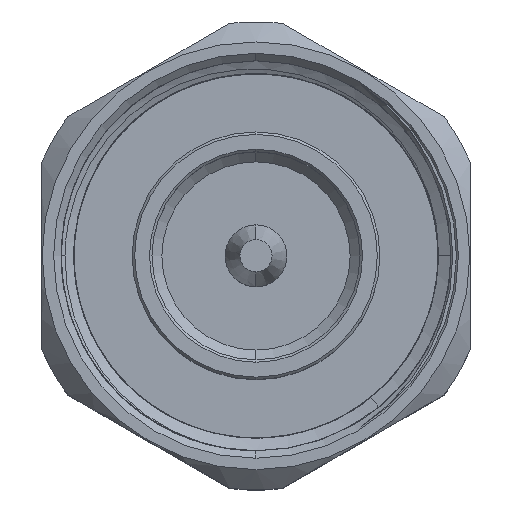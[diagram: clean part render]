
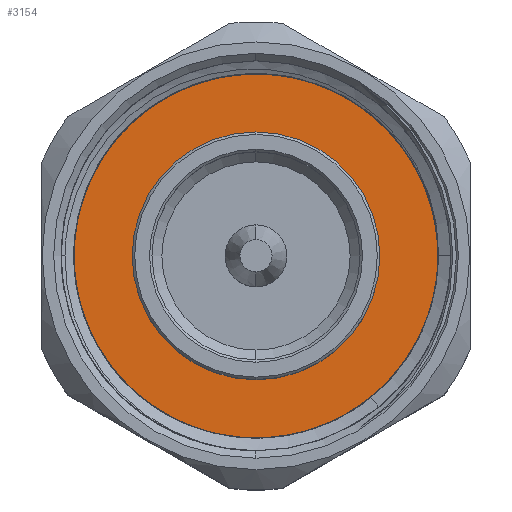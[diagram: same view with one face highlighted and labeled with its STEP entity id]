
A CAD part, top view. The second image highlights one B-rep face of the part: STEP entity #3154.
In plain terms, the highlighted face is planar.
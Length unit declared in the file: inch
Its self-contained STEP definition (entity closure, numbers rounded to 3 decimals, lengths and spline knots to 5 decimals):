
#71 = EDGE_CURVE ( 'NONE', #3378, #860, #3199, .T. ) ;
#92 = CIRCLE ( 'NONE', #1006, 0.3937 ) ;
#216 = VERTEX_POINT ( 'NONE', #5655 ) ;
#296 = CARTESIAN_POINT ( 'NONE',  ( 0.3317, -0.24999, 0. ) ) ;
#463 = DIRECTION ( 'NONE',  ( 1., 0., 0. ) ) ;
#522 = DIRECTION ( 'NONE',  ( 0., -1., 0. ) ) ;
#597 = CARTESIAN_POINT ( 'NONE',  ( 0.3317, 0.35974, -0.0927 ) ) ;
#631 = CARTESIAN_POINT ( 'NONE',  ( 0.3317, -0.27282, -0.28385 ) ) ;
#778 = DIRECTION ( 'NONE',  ( -1., 0., 0. ) ) ;
#860 = VERTEX_POINT ( 'NONE', #631 ) ;
#905 = CARTESIAN_POINT ( 'NONE',  ( 0.3317, 0.36833, 0. ) ) ;
#1006 = AXIS2_PLACEMENT_3D ( 'NONE', #2602, #778, #3042 ) ;
#1142 = AXIS2_PLACEMENT_3D ( 'NONE', #1486, #463, #5144 ) ;
#1163 = VERTEX_POINT ( 'NONE', #9505 ) ;
#1413 = CARTESIAN_POINT ( 'NONE',  ( 0.3317, 0., 0. ) ) ;
#1444 = PLANE ( 'NONE',  #9510 ) ;
#1486 = CARTESIAN_POINT ( 'NONE',  ( 0.3317, 0., 0. ) ) ;
#1498 = CARTESIAN_POINT ( 'NONE',  ( 0.3317, 0.26397, -0.26976 ) ) ;
#1838 = EDGE_LOOP ( 'NONE', ( #6123, #9127 ) ) ;
#2100 = EDGE_CURVE ( 'NONE', #1163, #5445, #6143, .T. ) ;
#2408 = EDGE_CURVE ( 'NONE', #7347, #216, #3341, .T. ) ;
#2414 = AXIS2_PLACEMENT_3D ( 'NONE', #1413, #11572, #522 ) ;
#2432 = CARTESIAN_POINT ( 'NONE',  ( 0.3317, 0.17602, -0.33744 ) ) ;
#2469 = FACE_BOUND ( 'NONE', #1838, .T. ) ;
#2602 = CARTESIAN_POINT ( 'NONE',  ( 0.3317, 0., 0. ) ) ;
#2620 = ORIENTED_EDGE ( 'NONE', *, *, #71, .T. ) ;
#3042 = DIRECTION ( 'NONE',  ( 0., -1., 0. ) ) ;
#3154 = ADVANCED_FACE ( 'NONE', ( #4490, #2469 ), #1444, .T. ) ;
#3199 = B_SPLINE_CURVE_WITH_KNOTS ( 'NONE', 3,
 ( #6972, #3362, #7018, #4418, #597, #8928, #8968, #4339, #10784, #9806, #5284, #1498, #7970, #8054, #6179, #2432, #4295, #3452, #11660, #4375, #10736, #5325, #7218, #8276, #6410, #7257, #7174, #9115, #3611, #10052, #8201, #10123, #10934, #4455 ),
 .UNSPECIFIED., .F., .F.,
 ( 4, 2, 2, 2, 2, 2, 2, 2, 2, 2, 2, 2, 2, 2, 2, 2, 4 ),
 ( 0., 0.00142, 0.00284, 0.00426, 0.00568, 0.0071, 0.00853, 0.00995, 0.01137, 0.01421, 0.01492, 0.01563, 0.01705, 0.01847, 0.01989, 0.02131, 0.02273 ),
 .UNSPECIFIED. ) ;
#3341 = CIRCLE ( 'NONE', #5877, 0.3937 ) ;
#3362 = CARTESIAN_POINT ( 'NONE',  ( 0.3317, 0.36886, -0.01871 ) ) ;
#3378 = VERTEX_POINT ( 'NONE', #905 ) ;
#3452 = CARTESIAN_POINT ( 'NONE',  ( 0.3317, 0.10823, -0.36857 ) ) ;
#3520 = ORIENTED_EDGE ( 'NONE', *, *, #5527, .T. ) ;
#3611 = CARTESIAN_POINT ( 'NONE',  ( 0.3317, -0.16408, -0.3544 ) ) ;
#3929 = EDGE_CURVE ( 'NONE', #5445, #1163, #6194, .T. ) ;
#4295 = CARTESIAN_POINT ( 'NONE',  ( 0.3317, 0.15955, -0.34614 ) ) ;
#4338 = CARTESIAN_POINT ( 'NONE',  ( 0.3317, 0., 0. ) ) ;
#4339 = CARTESIAN_POINT ( 'NONE',  ( 0.3317, 0.32839, -0.17951 ) ) ;
#4375 = CARTESIAN_POINT ( 'NONE',  ( 0.3317, 0.02643, -0.38387 ) ) ;
#4418 = CARTESIAN_POINT ( 'NONE',  ( 0.3317, 0.36341, -0.07443 ) ) ;
#4455 = CARTESIAN_POINT ( 'NONE',  ( 0.3317, -0.27282, -0.28385 ) ) ;
#4490 = FACE_OUTER_BOUND ( 'NONE', #11464, .T. ) ;
#4957 = CARTESIAN_POINT ( 'NONE',  ( 0.3317, -0.3937, 0. ) ) ;
#5144 = DIRECTION ( 'NONE',  ( 0., -1., 0. ) ) ;
#5284 = CARTESIAN_POINT ( 'NONE',  ( 0.3317, 0.28835, -0.24193 ) ) ;
#5324 = DIRECTION ( 'NONE',  ( -1., 0., 0. ) ) ;
#5325 = CARTESIAN_POINT ( 'NONE',  ( 0.3317, -0.00149, -0.38553 ) ) ;
#5445 = VERTEX_POINT ( 'NONE', #296 ) ;
#5527 = EDGE_CURVE ( 'NONE', #216, #3378, #7484, .T. ) ;
#5655 = CARTESIAN_POINT ( 'NONE',  ( 0.3317, 0.3937, 0. ) ) ;
#5877 = AXIS2_PLACEMENT_3D ( 'NONE', #4338, #5324, #9970 ) ;
#6123 = ORIENTED_EDGE ( 'NONE', *, *, #3929, .T. ) ;
#6143 = CIRCLE ( 'NONE', #1142, 0.24999 ) ;
#6179 = CARTESIAN_POINT ( 'NONE',  ( 0.3317, 0.20734, -0.31787 ) ) ;
#6194 = CIRCLE ( 'NONE', #2414, 0.24999 ) ;
#6410 = CARTESIAN_POINT ( 'NONE',  ( 0.3317, -0.05683, -0.38319 ) ) ;
#6487 = EDGE_CURVE ( 'NONE', #860, #7347, #92, .T. ) ;
#6749 = VECTOR ( 'NONE', #11430, 39.37008 ) ;
#6972 = CARTESIAN_POINT ( 'NONE',  ( 0.3317, 0.36833, 0. ) ) ;
#7018 = CARTESIAN_POINT ( 'NONE',  ( 0.3317, 0.36797, -0.03733 ) ) ;
#7174 = CARTESIAN_POINT ( 'NONE',  ( 0.3317, -0.11165, -0.37259 ) ) ;
#7218 = CARTESIAN_POINT ( 'NONE',  ( 0.3317, -0.01075, -0.38563 ) ) ;
#7257 = CARTESIAN_POINT ( 'NONE',  ( 0.3317, -0.09337, -0.37703 ) ) ;
#7347 = VERTEX_POINT ( 'NONE', #4957 ) ;
#7484 = LINE ( 'NONE', #10636, #6749 ) ;
#7703 = ORIENTED_EDGE ( 'NONE', *, *, #6487, .T. ) ;
#7794 = CARTESIAN_POINT ( 'NONE',  ( 0.3317, 0., 0. ) ) ;
#7833 = DIRECTION ( 'NONE',  ( 0., -1., 0. ) ) ;
#7970 = CARTESIAN_POINT ( 'NONE',  ( 0.3317, 0.25057, -0.28294 ) ) ;
#8054 = CARTESIAN_POINT ( 'NONE',  ( 0.3317, 0.22225, -0.30698 ) ) ;
#8201 = CARTESIAN_POINT ( 'NONE',  ( 0.3317, -0.21342, -0.32895 ) ) ;
#8276 = CARTESIAN_POINT ( 'NONE',  ( 0.3317, -0.03846, -0.38495 ) ) ;
#8928 = CARTESIAN_POINT ( 'NONE',  ( 0.3317, 0.34982, -0.12826 ) ) ;
#8968 = CARTESIAN_POINT ( 'NONE',  ( 0.3317, 0.34356, -0.14563 ) ) ;
#9115 = CARTESIAN_POINT ( 'NONE',  ( 0.3317, -0.14696, -0.36127 ) ) ;
#9127 = ORIENTED_EDGE ( 'NONE', *, *, #2100, .T. ) ;
#9505 = CARTESIAN_POINT ( 'NONE',  ( 0.3317, 0.24999, 0. ) ) ;
#9510 = AXIS2_PLACEMENT_3D ( 'NONE', #7794, #9600, #7833 ) ;
#9600 = DIRECTION ( 'NONE',  ( -1., 0., 0. ) ) ;
#9806 = CARTESIAN_POINT ( 'NONE',  ( 0.3317, 0.29945, -0.22719 ) ) ;
#9869 = ORIENTED_EDGE ( 'NONE', *, *, #2408, .T. ) ;
#9970 = DIRECTION ( 'NONE',  ( 0., -1., 0. ) ) ;
#10052 = CARTESIAN_POINT ( 'NONE',  ( 0.3317, -0.19728, -0.33825 ) ) ;
#10123 = CARTESIAN_POINT ( 'NONE',  ( 0.3317, -0.24435, -0.30799 ) ) ;
#10636 = CARTESIAN_POINT ( 'NONE',  ( 0.3317, 0.3937, 0. ) ) ;
#10736 = CARTESIAN_POINT ( 'NONE',  ( 0.3317, 0.01709, -0.38465 ) ) ;
#10784 = CARTESIAN_POINT ( 'NONE',  ( 0.3317, 0.31944, -0.19606 ) ) ;
#10934 = CARTESIAN_POINT ( 'NONE',  ( 0.3317, -0.259, -0.29645 ) ) ;
#11430 = DIRECTION ( 'NONE',  ( 0., -1., 0. ) ) ;
#11464 = EDGE_LOOP ( 'NONE', ( #3520, #2620, #7703, #9869 ) ) ;
#11572 = DIRECTION ( 'NONE',  ( 1., 0., 0. ) ) ;
#11660 = CARTESIAN_POINT ( 'NONE',  ( 0.3317, 0.07264, -0.37827 ) ) ;
